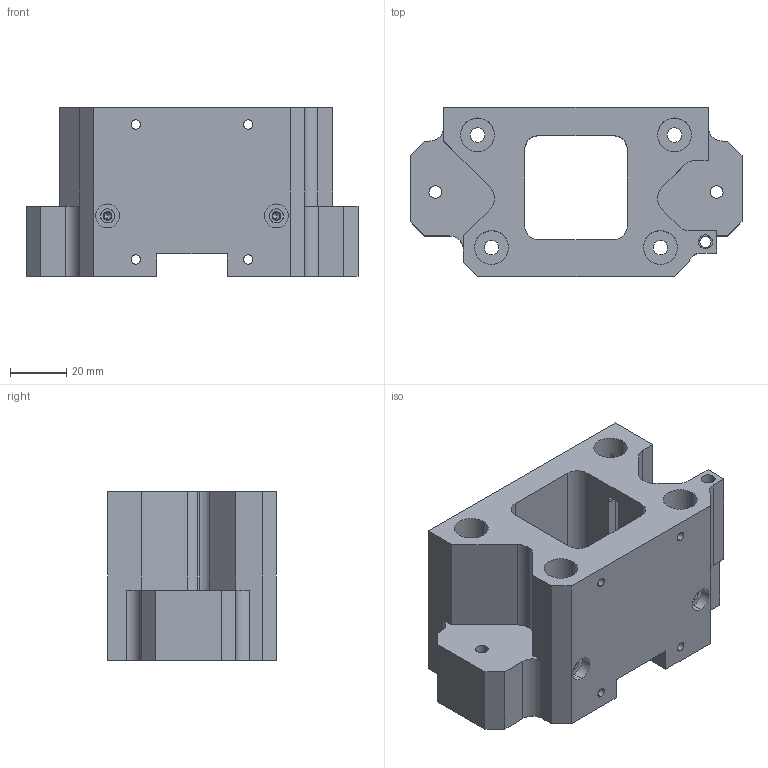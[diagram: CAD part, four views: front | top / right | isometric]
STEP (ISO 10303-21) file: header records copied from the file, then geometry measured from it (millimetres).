
FILE_DESCRIPTION (( 'STEP AP214' ), '1' );
FILE_NAME ('XW-USI-034-A-bloc-tendeur-X.STEP', '2020-09-16T12:15:06', ( '' ), ( '' ), 'SwSTEP 2.0', 'SolidWorks 2016', '' );
FILE_SCHEMA (( 'AUTOMOTIVE_DESIGN' ));
Length unit declared in the file: millimetre
Products named in the file (1): XW-USI-034-A-bloc-tendeur-X
Bounding box: 118 x 60 x 60 mm (x, y, z)
Volume: 202962.9 mm3; surface area: 52362.7 mm2
Topology: 1 solids, 1 shells, 240 faces, 643 edges, 396 vertices
Faces by surface type: cylinder 119, plane 73, cone 48
Entity records: 8404 total; most frequent: CARTESIAN_POINT 1804, DIRECTION 1322, ORIENTED_EDGE 1222, EDGE_CURVE 611, AXIS2_PLACEMENT_3D 496, VERTEX_POINT 396, VECTOR 330, LINE 330
